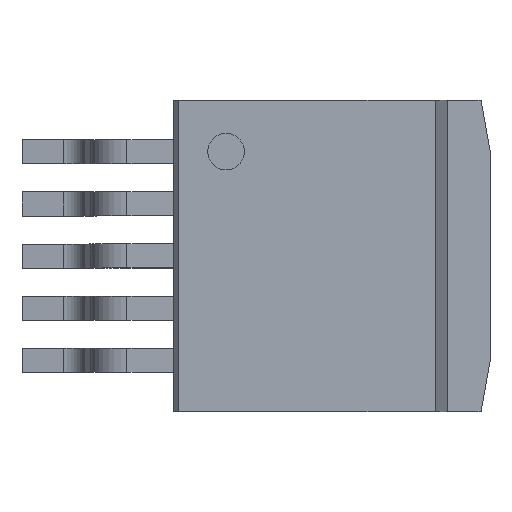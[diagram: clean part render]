
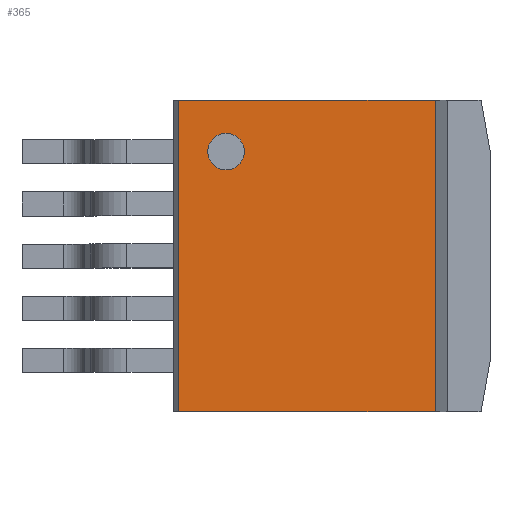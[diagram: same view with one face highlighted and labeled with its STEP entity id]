
A CAD part, top view. The second image highlights one B-rep face of the part: STEP entity #365.
In plain terms, the highlighted planar face has unit normal (0, 0, 1).
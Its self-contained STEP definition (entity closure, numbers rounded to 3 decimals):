
#240 = VERTEX_POINT('',#241);
#241 = CARTESIAN_POINT('',(1.646,-5.08,4.595));
#247 = EDGE_CURVE('',#240,#248,#250,.T.);
#248 = VERTEX_POINT('',#249);
#249 = CARTESIAN_POINT('',(1.646,5.08,4.595));
#250 = LINE('',#251,#252);
#251 = CARTESIAN_POINT('',(1.646,-5.08,4.595));
#252 = VECTOR('',#253,1.);
#253 = DIRECTION('',(0.,1.,0.));
#290 = VERTEX_POINT('',#291);
#291 = CARTESIAN_POINT('',(-6.726,-5.08,4.595));
#297 = EDGE_CURVE('',#240,#290,#298,.T.);
#298 = LINE('',#299,#300);
#299 = CARTESIAN_POINT('',(1.646,-5.08,4.595));
#300 = VECTOR('',#301,1.);
#301 = DIRECTION('',(-1.,0.,0.));
#336 = EDGE_CURVE('',#248,#337,#339,.T.);
#337 = VERTEX_POINT('',#338);
#338 = CARTESIAN_POINT('',(-6.726,5.08,4.595));
#339 = LINE('',#340,#341);
#340 = CARTESIAN_POINT('',(1.646,5.08,4.595));
#341 = VECTOR('',#342,1.);
#342 = DIRECTION('',(-1.,0.,0.));
#365 = ADVANCED_FACE('',(#366,#377),#397,.T.);
#366 = FACE_BOUND('',#367,.F.);
#367 = EDGE_LOOP('',(#368,#369,#370,#376));
#368 = ORIENTED_EDGE('',*,*,#247,.F.);
#369 = ORIENTED_EDGE('',*,*,#297,.T.);
#370 = ORIENTED_EDGE('',*,*,#371,.T.);
#371 = EDGE_CURVE('',#290,#337,#372,.T.);
#372 = LINE('',#373,#374);
#373 = CARTESIAN_POINT('',(-6.726,-5.08,4.595));
#374 = VECTOR('',#375,1.);
#375 = DIRECTION('',(0.,1.,0.));
#376 = ORIENTED_EDGE('',*,*,#336,.F.);
#377 = FACE_BOUND('',#378,.F.);
#378 = EDGE_LOOP('',(#379,#390));
#379 = ORIENTED_EDGE('',*,*,#380,.F.);
#380 = EDGE_CURVE('',#381,#383,#385,.T.);
#381 = VERTEX_POINT('',#382);
#382 = CARTESIAN_POINT('',(-5.178,2.807,4.595));
#383 = VERTEX_POINT('',#384);
#384 = CARTESIAN_POINT('',(-5.178,4.001,4.595));
#385 = CIRCLE('',#386,0.597);
#386 = AXIS2_PLACEMENT_3D('',#387,#388,#389);
#387 = CARTESIAN_POINT('',(-5.178,3.404,4.595));
#388 = DIRECTION('',(-0.,-0.,-1.));
#389 = DIRECTION('',(0.,-1.,0.));
#390 = ORIENTED_EDGE('',*,*,#391,.F.);
#391 = EDGE_CURVE('',#383,#381,#392,.T.);
#392 = CIRCLE('',#393,0.597);
#393 = AXIS2_PLACEMENT_3D('',#394,#395,#396);
#394 = CARTESIAN_POINT('',(-5.178,3.404,4.595));
#395 = DIRECTION('',(-0.,0.,-1.));
#396 = DIRECTION('',(0.,1.,0.));
#397 = PLANE('',#398);
#398 = AXIS2_PLACEMENT_3D('',#399,#400,#401);
#399 = CARTESIAN_POINT('',(2.035,-5.08,4.595));
#400 = DIRECTION('',(0.,0.,1.));
#401 = DIRECTION('',(0.,1.,0.));
